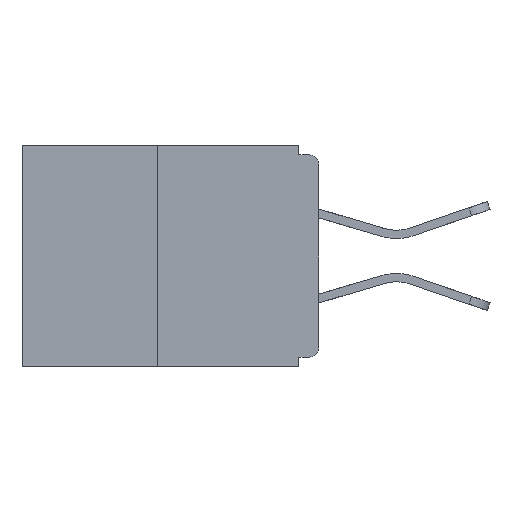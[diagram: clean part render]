
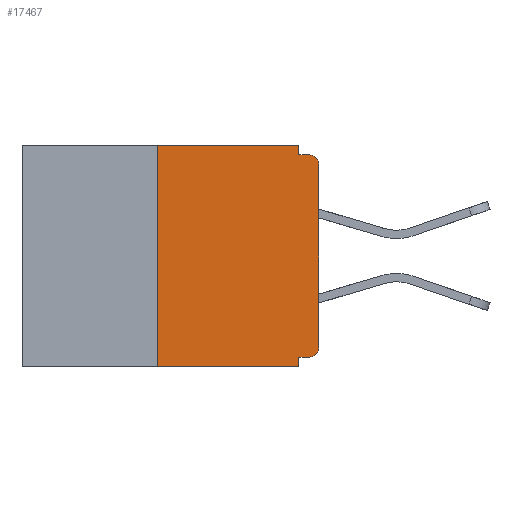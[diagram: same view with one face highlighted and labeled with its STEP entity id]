
A CAD part, left-side view. The second image highlights one B-rep face of the part: STEP entity #17467.
In plain terms, the highlighted planar face has unit normal (-1, 0, 0).
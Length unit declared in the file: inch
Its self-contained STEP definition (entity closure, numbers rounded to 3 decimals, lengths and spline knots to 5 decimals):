
#140 = DIRECTION ( 'NONE',  ( 0., 0., 1. ) ) ;
#418 = CARTESIAN_POINT ( 'NONE',  ( 0., 0.25, 0. ) ) ;
#458 = EDGE_LOOP ( 'NONE', ( #15256, #1814, #17389, #16405, #14969, #12241, #14935, #9749, #7494, #12470 ) ) ;
#1014 = CARTESIAN_POINT ( 'NONE',  ( 0., 0.015, -0.313 ) ) ;
#1085 = VERTEX_POINT ( 'NONE', #6833 ) ;
#1287 = VERTEX_POINT ( 'NONE', #20479 ) ;
#1586 = VERTEX_POINT ( 'NONE', #20148 ) ;
#1625 = LINE ( 'NONE', #19017, #5288 ) ;
#1814 = ORIENTED_EDGE ( 'NONE', *, *, #8973, .F. ) ;
#1880 = EDGE_CURVE ( 'NONE', #22357, #10434, #18760, .T. ) ;
#1897 = CARTESIAN_POINT ( 'NONE',  ( 0., 0.015, -0.03 ) ) ;
#2111 = CARTESIAN_POINT ( 'NONE',  ( 0., 0.25, 0. ) ) ;
#2490 = VECTOR ( 'NONE', #22700, 39.37008 ) ;
#2575 = DIRECTION ( 'NONE',  ( 0., 1., 0. ) ) ;
#2614 = VECTOR ( 'NONE', #2575, 39.37008 ) ;
#2960 = DIRECTION ( 'NONE',  ( 0., -1., 0. ) ) ;
#4654 = CARTESIAN_POINT ( 'NONE',  ( 0., 0., -0.015 ) ) ;
#5095 = DIRECTION ( 'NONE',  ( 0., -1., 0. ) ) ;
#5162 = EDGE_CURVE ( 'NONE', #16206, #7968, #7585, .T. ) ;
#5288 = VECTOR ( 'NONE', #5095, 39.37008 ) ;
#5882 = CIRCLE ( 'NONE', #21112, 0.015 ) ;
#6232 = DIRECTION ( 'NONE',  ( -1., 0., 0. ) ) ;
#6833 = CARTESIAN_POINT ( 'NONE',  ( 0., 0.031, 0. ) ) ;
#7251 = VERTEX_POINT ( 'NONE', #10669 ) ;
#7307 = LINE ( 'NONE', #13348, #2490 ) ;
#7494 = ORIENTED_EDGE ( 'NONE', *, *, #16673, .F. ) ;
#7503 = LINE ( 'NONE', #2111, #17393 ) ;
#7585 = LINE ( 'NONE', #9855, #16086 ) ;
#7693 = VERTEX_POINT ( 'NONE', #21664 ) ;
#7780 = CARTESIAN_POINT ( 'NONE',  ( 0., 0.031, 0. ) ) ;
#7968 = VERTEX_POINT ( 'NONE', #16173 ) ;
#8494 = CARTESIAN_POINT ( 'NONE',  ( 0., 0.46, 0. ) ) ;
#8745 = PLANE ( 'NONE',  #11504 ) ;
#8973 = EDGE_CURVE ( 'NONE', #16206, #11949, #7503, .T. ) ;
#9008 = DIRECTION ( 'NONE',  ( 0., 0., -1. ) ) ;
#9749 = ORIENTED_EDGE ( 'NONE', *, *, #1880, .T. ) ;
#9855 = CARTESIAN_POINT ( 'NONE',  ( 0., 0.46, -0.343 ) ) ;
#9952 = EDGE_CURVE ( 'NONE', #1085, #7693, #11123, .T. ) ;
#10297 = DIRECTION ( 'NONE',  ( 0., 0., -1. ) ) ;
#10434 = VERTEX_POINT ( 'NONE', #20092 ) ;
#10669 = CARTESIAN_POINT ( 'NONE',  ( 0., 0.031, -0.328 ) ) ;
#10842 = VECTOR ( 'NONE', #11325, 39.37008 ) ;
#10953 = VECTOR ( 'NONE', #11644, 39.37008 ) ;
#11123 = LINE ( 'NONE', #7780, #10842 ) ;
#11325 = DIRECTION ( 'NONE',  ( 0., 0., -1. ) ) ;
#11388 = CARTESIAN_POINT ( 'NONE',  ( 0., 0.25, -0.343 ) ) ;
#11504 = AXIS2_PLACEMENT_3D ( 'NONE', #8494, #21139, #10297 ) ;
#11644 = DIRECTION ( 'NONE',  ( 0., 0., 1. ) ) ;
#11890 = DIRECTION ( 'NONE',  ( 0., 0., -1. ) ) ;
#11949 = VERTEX_POINT ( 'NONE', #418 ) ;
#12241 = ORIENTED_EDGE ( 'NONE', *, *, #20506, .T. ) ;
#12470 = ORIENTED_EDGE ( 'NONE', *, *, #9952, .F. ) ;
#13229 = LINE ( 'NONE', #4654, #13507 ) ;
#13348 = CARTESIAN_POINT ( 'NONE',  ( 0., 0.031, -0.343 ) ) ;
#13351 = EDGE_CURVE ( 'NONE', #1586, #22357, #21701, .T. ) ;
#13507 = VECTOR ( 'NONE', #21007, 39.37008 ) ;
#14935 = ORIENTED_EDGE ( 'NONE', *, *, #13351, .T. ) ;
#14969 = ORIENTED_EDGE ( 'NONE', *, *, #19481, .F. ) ;
#15152 = CARTESIAN_POINT ( 'NONE',  ( 0., 0., 0. ) ) ;
#15256 = ORIENTED_EDGE ( 'NONE', *, *, #17370, .F. ) ;
#16086 = VECTOR ( 'NONE', #2960, 39.37008 ) ;
#16173 = CARTESIAN_POINT ( 'NONE',  ( 0., 0.031, -0.343 ) ) ;
#16206 = VERTEX_POINT ( 'NONE', #11388 ) ;
#16405 = ORIENTED_EDGE ( 'NONE', *, *, #16779, .F. ) ;
#16673 = EDGE_CURVE ( 'NONE', #7693, #10434, #13229, .T. ) ;
#16779 = EDGE_CURVE ( 'NONE', #7251, #7968, #7307, .T. ) ;
#17370 = EDGE_CURVE ( 'NONE', #11949, #1085, #1625, .T. ) ;
#17389 = ORIENTED_EDGE ( 'NONE', *, *, #5162, .T. ) ;
#17393 = VECTOR ( 'NONE', #140, 39.37008 ) ;
#17467 = ADVANCED_FACE ( 'NONE', ( #21411 ), #8745, .F. ) ;
#17574 = AXIS2_PLACEMENT_3D ( 'NONE', #1897, #18015, #9008 ) ;
#18015 = DIRECTION ( 'NONE',  ( -1., 0., 0. ) ) ;
#18650 = CARTESIAN_POINT ( 'NONE',  ( 0., 0., -0.328 ) ) ;
#18760 = CIRCLE ( 'NONE', #17574, 0.015 ) ;
#19017 = CARTESIAN_POINT ( 'NONE',  ( 0., 0.46, 0. ) ) ;
#19481 = EDGE_CURVE ( 'NONE', #1287, #7251, #19898, .T. ) ;
#19898 = LINE ( 'NONE', #18650, #2614 ) ;
#20092 = CARTESIAN_POINT ( 'NONE',  ( 0., 0.015, -0.015 ) ) ;
#20148 = CARTESIAN_POINT ( 'NONE',  ( 0., 0., -0.313 ) ) ;
#20190 = CARTESIAN_POINT ( 'NONE',  ( 0., 0., -0.03 ) ) ;
#20479 = CARTESIAN_POINT ( 'NONE',  ( 0., 0.015, -0.328 ) ) ;
#20506 = EDGE_CURVE ( 'NONE', #1287, #1586, #5882, .T. ) ;
#21007 = DIRECTION ( 'NONE',  ( 0., -1., 0. ) ) ;
#21112 = AXIS2_PLACEMENT_3D ( 'NONE', #1014, #6232, #11890 ) ;
#21139 = DIRECTION ( 'NONE',  ( 1., 0., 0. ) ) ;
#21411 = FACE_OUTER_BOUND ( 'NONE', #458, .T. ) ;
#21664 = CARTESIAN_POINT ( 'NONE',  ( 0., 0.031, -0.015 ) ) ;
#21701 = LINE ( 'NONE', #15152, #10953 ) ;
#22357 = VERTEX_POINT ( 'NONE', #20190 ) ;
#22700 = DIRECTION ( 'NONE',  ( 0., 0., -1. ) ) ;
